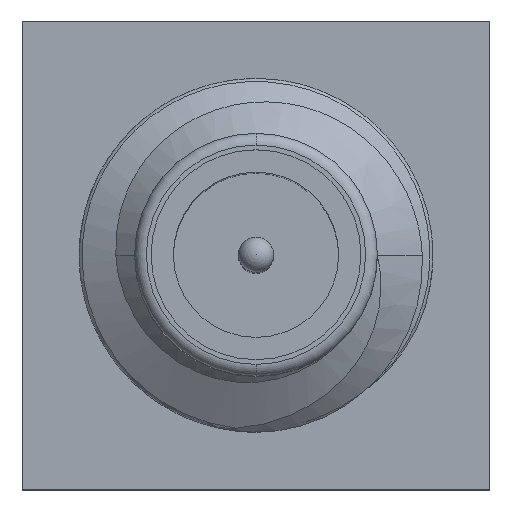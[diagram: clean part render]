
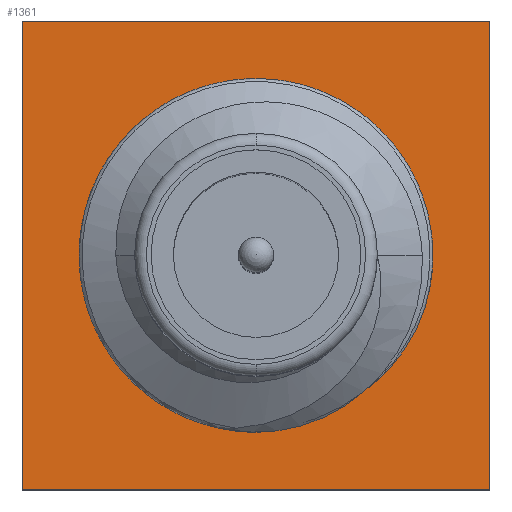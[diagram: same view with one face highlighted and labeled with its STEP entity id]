
A CAD part, top view. The second image highlights one B-rep face of the part: STEP entity #1361.
In plain terms, the highlighted planar face has unit normal (0, 0, 1).
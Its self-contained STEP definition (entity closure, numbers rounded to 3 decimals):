
#62 = LINE ( 'NONE', #816, #723 ) ;
#63 = AXIS2_PLACEMENT_3D ( 'NONE', #795, #2190, #1177 ) ;
#65 = AXIS2_PLACEMENT_3D ( 'NONE', #2254, #508, #522 ) ;
#121 = EDGE_CURVE ( 'NONE', #1605, #875, #1102, .T. ) ;
#127 = ORIENTED_EDGE ( 'NONE', *, *, #2509, .T. ) ;
#213 = DIRECTION ( 'NONE',  ( 0., 1., 0. ) ) ;
#228 = ORIENTED_EDGE ( 'NONE', *, *, #121, .F. ) ;
#274 = AXIS2_PLACEMENT_3D ( 'NONE', #1750, #2496, #769 ) ;
#337 = LINE ( 'NONE', #1512, #978 ) ;
#344 = ORIENTED_EDGE ( 'NONE', *, *, #876, .T. ) ;
#508 = DIRECTION ( 'NONE',  ( 0., 0., -1. ) ) ;
#522 = DIRECTION ( 'NONE',  ( 0., 1., 0. ) ) ;
#528 = EDGE_LOOP ( 'NONE', ( #228, #2393 ) ) ;
#610 = EDGE_CURVE ( 'NONE', #875, #1605, #1133, .T. ) ;
#679 = VERTEX_POINT ( 'NONE', #2004 ) ;
#711 = VECTOR ( 'NONE', #213, 1000. ) ;
#715 = VERTEX_POINT ( 'NONE', #1575 ) ;
#723 = VECTOR ( 'NONE', #1969, 1000. ) ;
#763 = EDGE_CURVE ( 'NONE', #2198, #715, #62, .T. ) ;
#769 = DIRECTION ( 'NONE',  ( 0., 1., 0. ) ) ;
#795 = CARTESIAN_POINT ( 'NONE',  ( 0., 0.749, -0.114 ) ) ;
#816 = CARTESIAN_POINT ( 'NONE',  ( -1.981, -1.232, -0.114 ) ) ;
#875 = VERTEX_POINT ( 'NONE', #1110 ) ;
#876 = EDGE_CURVE ( 'NONE', #679, #2198, #2252, .T. ) ;
#922 = ORIENTED_EDGE ( 'NONE', *, *, #1026, .T. ) ;
#947 = CARTESIAN_POINT ( 'NONE',  ( 0., 1.778, -0.114 ) ) ;
#978 = VECTOR ( 'NONE', #2091, 1000. ) ;
#1026 = EDGE_CURVE ( 'NONE', #715, #2067, #337, .T. ) ;
#1102 = CIRCLE ( 'NONE', #274, 1.029 ) ;
#1110 = CARTESIAN_POINT ( 'NONE',  ( 0., -0.279, -0.114 ) ) ;
#1133 = CIRCLE ( 'NONE', #63, 1.029 ) ;
#1177 = DIRECTION ( 'NONE',  ( 0., 1., 0. ) ) ;
#1250 = CARTESIAN_POINT ( 'NONE',  ( -1.981, 2.731, -0.114 ) ) ;
#1259 = VECTOR ( 'NONE', #1842, 1000. ) ;
#1361 = ADVANCED_FACE ( 'NONE', ( #2053, #1478 ), #1491, .F. ) ;
#1478 = FACE_OUTER_BOUND ( 'NONE', #2059, .T. ) ;
#1491 = PLANE ( 'NONE',  #65 ) ;
#1512 = CARTESIAN_POINT ( 'NONE',  ( -1.981, -1.232, -0.114 ) ) ;
#1575 = CARTESIAN_POINT ( 'NONE',  ( -1.981, -1.232, -0.114 ) ) ;
#1605 = VERTEX_POINT ( 'NONE', #947 ) ;
#1750 = CARTESIAN_POINT ( 'NONE',  ( 0., 0.749, -0.114 ) ) ;
#1811 = CARTESIAN_POINT ( 'NONE',  ( -1.981, 2.731, -0.114 ) ) ;
#1842 = DIRECTION ( 'NONE',  ( -1., 0., 0. ) ) ;
#1945 = ORIENTED_EDGE ( 'NONE', *, *, #763, .T. ) ;
#1946 = LINE ( 'NONE', #2337, #711 ) ;
#1969 = DIRECTION ( 'NONE',  ( 0., -1., 0. ) ) ;
#2004 = CARTESIAN_POINT ( 'NONE',  ( 1.981, 2.731, -0.114 ) ) ;
#2053 = FACE_BOUND ( 'NONE', #528, .T. ) ;
#2059 = EDGE_LOOP ( 'NONE', ( #127, #344, #1945, #922 ) ) ;
#2067 = VERTEX_POINT ( 'NONE', #2304 ) ;
#2091 = DIRECTION ( 'NONE',  ( 1., 0., 0. ) ) ;
#2190 = DIRECTION ( 'NONE',  ( 0., 0., 1. ) ) ;
#2198 = VERTEX_POINT ( 'NONE', #1811 ) ;
#2252 = LINE ( 'NONE', #1250, #1259 ) ;
#2254 = CARTESIAN_POINT ( 'NONE',  ( 0., 0.749, -0.114 ) ) ;
#2304 = CARTESIAN_POINT ( 'NONE',  ( 1.981, -1.232, -0.114 ) ) ;
#2337 = CARTESIAN_POINT ( 'NONE',  ( 1.981, -1.232, -0.114 ) ) ;
#2393 = ORIENTED_EDGE ( 'NONE', *, *, #610, .F. ) ;
#2496 = DIRECTION ( 'NONE',  ( 0., 0., 1. ) ) ;
#2509 = EDGE_CURVE ( 'NONE', #2067, #679, #1946, .T. ) ;
